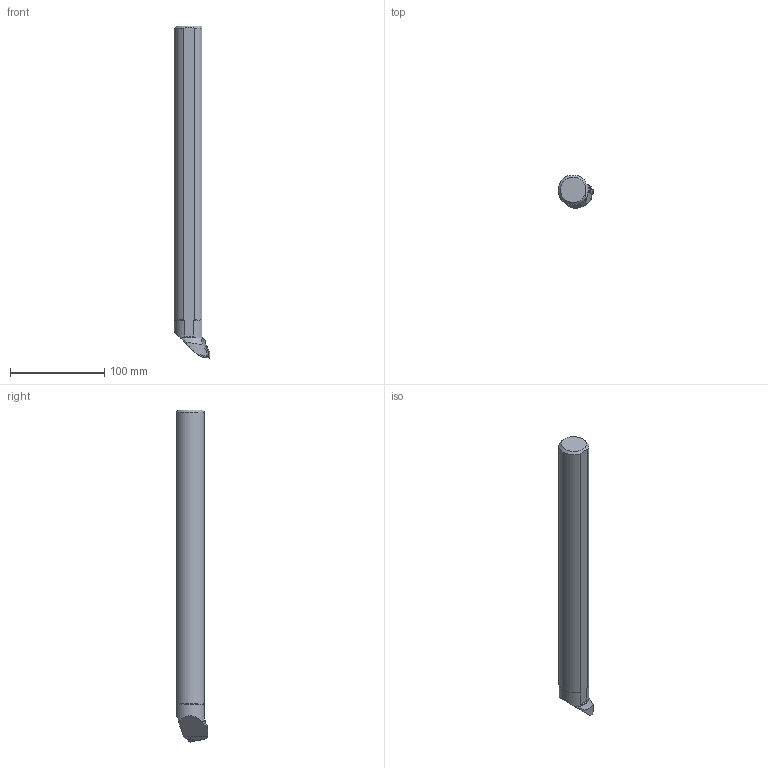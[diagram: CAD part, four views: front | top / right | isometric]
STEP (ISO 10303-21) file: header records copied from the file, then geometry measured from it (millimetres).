
FILE_DESCRIPTION(/* description */ (''),/* implementation_level */ '2;1');
FILE_NAME(/* name */ '1527570095581.stp',/* time_stamp */ '2018-05-29T07:01:39+02:00',/* author */ (''),/* organization */ ('SMS'),/* preprocessor_version */ 'ST-DEVELOPER v15',/* originating_system */ 'SIEMENS PLM Software NX 8.5',/* authorisation */ '');
FILE_SCHEMA (('AUTOMOTIVE_DESIGN { 1 0 10303 214 3 1 1 1 }'));
Length unit declared in the file: millimetre
Products named in the file (4): IsoTurningInsert; ASSEMBLY_CONSTRUCTION; 201672717mod000_00; 201677323mod000_00
Assembly tree (3 placements, depth 2):
  201677323mod000_00
    201672717mod000_00
    ASSEMBLY_CONSTRUCTION
    IsoTurningInsert
Bounding box: 37.86 x 33.78 x 351.5 mm (x, y, z)
Volume: 256920.1 mm3; surface area: 35733.1 mm2
Topology: 2 solids, 2 shells, 91 faces, 233 edges, 157 vertices
Faces by surface type: plane 51, cylinder 24, cone 16
Full cylindrical faces by diameter (mm): 3.81 x1
Entity records: 3056 total; most frequent: CARTESIAN_POINT 677, DIRECTION 476, ORIENTED_EDGE 454, EDGE_CURVE 227, AXIS2_PLACEMENT_3D 174, VERTEX_POINT 147, LINE 128, VECTOR 128
